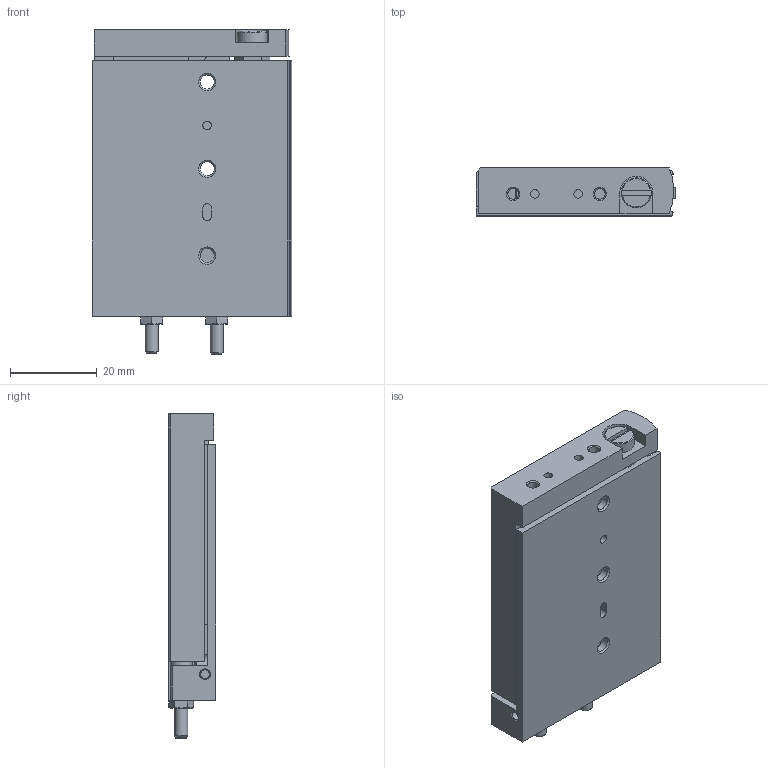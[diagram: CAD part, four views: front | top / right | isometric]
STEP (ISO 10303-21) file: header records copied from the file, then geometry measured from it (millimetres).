
FILE_DESCRIPTION(/* description */ ('STEP AP214'),/* implementation_level */ '2;1');
FILE_NAME(/* name */ '170504_SLF-6-20-P-A',/* time_stamp */ '2024-09-15T06:41:42+02:00',/* author */ ('License CC BY-ND 4.0'),/* organization */ ('CADENAS'),/* preprocessor_version */ 'ST-DEVELOPER v19.3',/* originating_system */ 'PARTsolutions',/* authorisation */ ' ');
FILE_SCHEMA (('AUTOMOTIVE_DESIGN {1 0 10303 214 3 1 1}'));
Length unit declared in the file: millimetre
Products named in the file (3): 170504 SLF-6-20-P-A---(0); 170504 SLF-6-20-P-A_z; 170504 SLF-6-20-P-A_k
Assembly tree (2 placements, depth 2):
  170504 SLF-6-20-P-A---(0)
    170504 SLF-6-20-P-A_z
    170504 SLF-6-20-P-A_k
Bounding box: 46 x 11 x 74.7 mm (x, y, z)
Volume: 25621.7 mm3; surface area: 19393.2 mm2
Topology: 2 solids, 4 shells, 292 faces, 731 edges, 464 vertices
Faces by surface type: plane 151, cylinder 69, cone 69, torus 3
Full cylindrical faces by diameter (mm): 0.35 x1, 1.567 x6, 2 x4, 2.013 x1, 2.459 x2, 2.5 x4, 3 x4, 3.242 x3, 4 x1, 4.134 x2, 5 x1, 6 x7, 6.9 x1, 8.2 x1
Entity records: 8308 total; most frequent: CARTESIAN_POINT 1621, DIRECTION 1357, ORIENTED_EDGE 1272, EDGE_CURVE 636, AXIS2_PLACEMENT_3D 506, VERTEX_POINT 445, FACE_BOUND 413, EDGE_LOOP 409
